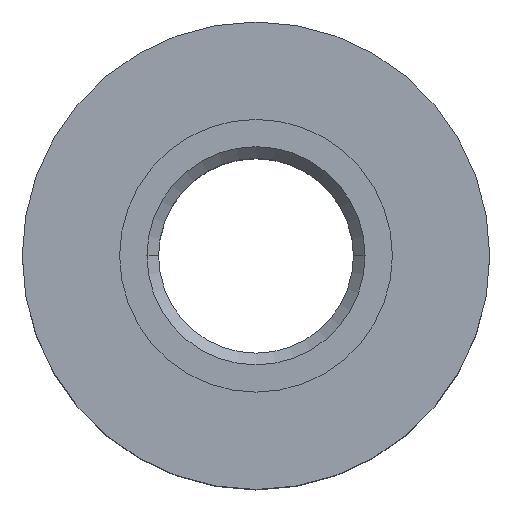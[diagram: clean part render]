
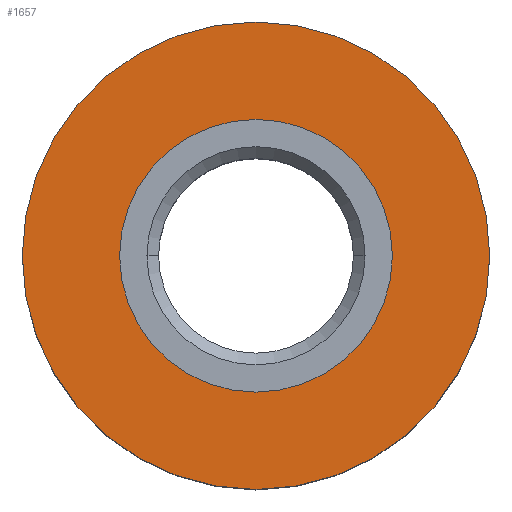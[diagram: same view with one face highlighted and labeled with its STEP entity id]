
A CAD part, top view. The second image highlights one B-rep face of the part: STEP entity #1657.
In plain terms, the highlighted planar face has unit normal (0, 0, 1).
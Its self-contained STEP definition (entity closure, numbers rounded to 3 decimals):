
#222 = VERTEX_POINT ( 'NONE', #907 ) ;
#224 = VERTEX_POINT ( 'NONE', #900 ) ;
#226 = VERTEX_POINT ( 'NONE', #898 ) ;
#234 = VERTEX_POINT ( 'NONE', #865 ) ;
#461 = ORIENTED_EDGE ( 'NONE', *, *, #1441, .F. ) ;
#462 = ORIENTED_EDGE ( 'NONE', *, *, #1364, .F. ) ;
#463 = ORIENTED_EDGE ( 'NONE', *, *, #1462, .T. ) ;
#464 = ORIENTED_EDGE ( 'NONE', *, *, #1365, .T. ) ;
#865 = CARTESIAN_POINT ( 'NONE',  ( 3.5, 0., 3.5 ) ) ;
#898 = CARTESIAN_POINT ( 'NONE',  ( -6., 0., 3.5 ) ) ;
#900 = CARTESIAN_POINT ( 'NONE',  ( 6., 0., 3.5 ) ) ;
#907 = CARTESIAN_POINT ( 'NONE',  ( -3.5, 0., 3.5 ) ) ;
#1364 = EDGE_CURVE ( 'NONE', #222, #234, #2269, .T. ) ;
#1365 = EDGE_CURVE ( 'NONE', #226, #224, #2267, .T. ) ;
#1441 = EDGE_CURVE ( 'NONE', #234, #222, #2373, .T. ) ;
#1462 = EDGE_CURVE ( 'NONE', #224, #226, #2415, .T. ) ;
#1657 = ADVANCED_FACE ( 'NONE', ( #2611, #2615 ), #2168, .F. ) ;
#1776 = CARTESIAN_POINT ( 'NONE',  ( 0., 0., 3.5 ) ) ;
#1777 = DIRECTION ( 'NONE',  ( 0., 0., 1. ) ) ;
#1778 = DIRECTION ( 'NONE',  ( 1., 0., 0. ) ) ;
#2165 = DIRECTION ( 'NONE',  ( 0., 0., -1. ) ) ;
#2166 = CARTESIAN_POINT ( 'NONE',  ( 0., 6., 3.5 ) ) ;
#2168 = PLANE ( 'NONE',  #3305 ) ;
#2170 = DIRECTION ( 'NONE',  ( -1., 0., 0. ) ) ;
#2267 = CIRCLE ( 'NONE', #3142, 6. ) ;
#2269 = CIRCLE ( 'NONE', #3141, 3.5 ) ;
#2373 = CIRCLE ( 'NONE', #3181, 3.5 ) ;
#2415 = CIRCLE ( 'NONE', #3190, 6. ) ;
#2611 = FACE_BOUND ( 'NONE', #3457, .T. ) ;
#2615 = FACE_OUTER_BOUND ( 'NONE', #3464, .T. ) ;
#2894 = CARTESIAN_POINT ( 'NONE',  ( 0., 0., 3.5 ) ) ;
#2895 = DIRECTION ( 'NONE',  ( 0., 0., 1. ) ) ;
#2896 = DIRECTION ( 'NONE',  ( 1., 0., 0. ) ) ;
#2897 = CARTESIAN_POINT ( 'NONE',  ( 0., 0., 3.5 ) ) ;
#2898 = DIRECTION ( 'NONE',  ( 0., 0., 1. ) ) ;
#2899 = DIRECTION ( 'NONE',  ( 1., 0., 0. ) ) ;
#3087 = CARTESIAN_POINT ( 'NONE',  ( 0., 0., 3.5 ) ) ;
#3088 = DIRECTION ( 'NONE',  ( 0., 0., 1. ) ) ;
#3089 = DIRECTION ( 'NONE',  ( 1., 0., 0. ) ) ;
#3141 = AXIS2_PLACEMENT_3D ( 'NONE', #2894, #2895, #2896 ) ;
#3142 = AXIS2_PLACEMENT_3D ( 'NONE', #2897, #2898, #2899 ) ;
#3181 = AXIS2_PLACEMENT_3D ( 'NONE', #3087, #3088, #3089 ) ;
#3190 = AXIS2_PLACEMENT_3D ( 'NONE', #1776, #1777, #1778 ) ;
#3305 = AXIS2_PLACEMENT_3D ( 'NONE', #2166, #2165, #2170 ) ;
#3457 = EDGE_LOOP ( 'NONE', ( #461, #462 ) ) ;
#3464 = EDGE_LOOP ( 'NONE', ( #463, #464 ) ) ;
